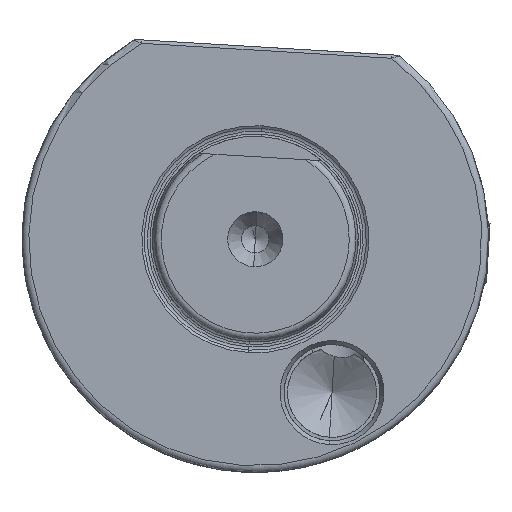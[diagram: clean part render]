
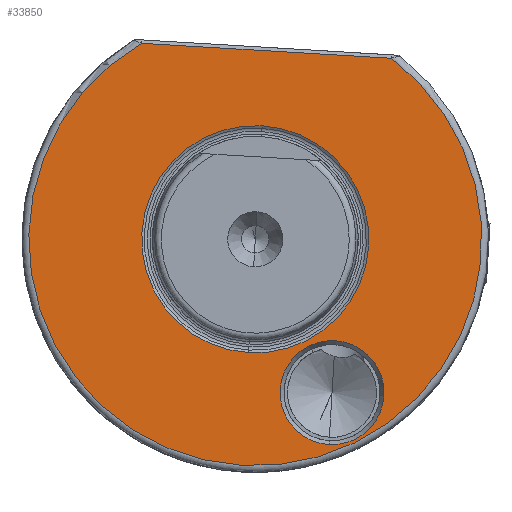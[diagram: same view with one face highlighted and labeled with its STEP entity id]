
A CAD part, front view. The second image highlights one B-rep face of the part: STEP entity #33850.
In plain terms, the highlighted planar face has unit normal (0, -1, 0).
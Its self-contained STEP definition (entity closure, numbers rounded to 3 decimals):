
#38 = CARTESIAN_POINT ( 'NONE',  ( 0., 55., 0. ) ) ;
#1017 = FACE_BOUND ( 'NONE', #14336, .T. ) ;
#1350 = EDGE_CURVE ( 'NONE', #22941, #25115, #1478, .T. ) ;
#1478 = CIRCLE ( 'NONE', #24799, 7.577 ) ;
#2436 = CARTESIAN_POINT ( 'NONE',  ( -12.5, 55., 21.651 ) ) ;
#2606 = EDGE_CURVE ( 'NONE', #10062, #21226, #38529, .T. ) ;
#2884 = FACE_BOUND ( 'NONE', #23774, .T. ) ;
#3059 = DIRECTION ( 'NONE',  ( 0., 0., -1. ) ) ;
#4253 = DIRECTION ( 'NONE',  ( 0., -1., 0. ) ) ;
#4575 = CIRCLE ( 'NONE', #28911, 16.55 ) ;
#5050 = AXIS2_PLACEMENT_3D ( 'NONE', #38, #20814, #3059 ) ;
#5452 = CIRCLE ( 'NONE', #7416, 7.577 ) ;
#5456 = DIRECTION ( 'NONE',  ( 0., 0., -1. ) ) ;
#5717 = VERTEX_POINT ( 'NONE', #32532 ) ;
#6571 = EDGE_CURVE ( 'NONE', #21226, #10062, #4575, .T. ) ;
#7229 = CARTESIAN_POINT ( 'NONE',  ( 0., 55., -16.55 ) ) ;
#7416 = AXIS2_PLACEMENT_3D ( 'NONE', #8423, #29159, #11384 ) ;
#7626 = LINE ( 'NONE', #8125, #23402 ) ;
#7720 = ORIENTED_EDGE ( 'NONE', *, *, #1350, .T. ) ;
#7942 = CIRCLE ( 'NONE', #5050, 33. ) ;
#8125 = CARTESIAN_POINT ( 'NONE',  ( 17.464, 55., -27.5 ) ) ;
#8230 = CARTESIAN_POINT ( 'NONE',  ( 0., 55., 16.55 ) ) ;
#8423 = CARTESIAN_POINT ( 'NONE',  ( -12.5, 55., 21.651 ) ) ;
#9489 = AXIS2_PLACEMENT_3D ( 'NONE', #37562, #34705, #16940 ) ;
#10062 = VERTEX_POINT ( 'NONE', #8230 ) ;
#11090 = DIRECTION ( 'NONE',  ( 1., 0., 0. ) ) ;
#11094 = EDGE_LOOP ( 'NONE', ( #29407, #20853 ) ) ;
#11384 = DIRECTION ( 'NONE',  ( 0., 0., -1. ) ) ;
#11790 = CARTESIAN_POINT ( 'NONE',  ( -12.5, 55., 14.073 ) ) ;
#12218 = EDGE_CURVE ( 'NONE', #25115, #22941, #5452, .T. ) ;
#12572 = DIRECTION ( 'NONE',  ( 0., -1., 0. ) ) ;
#14336 = EDGE_LOOP ( 'NONE', ( #7720, #14427 ) ) ;
#14427 = ORIENTED_EDGE ( 'NONE', *, *, #12218, .T. ) ;
#15270 = ORIENTED_EDGE ( 'NONE', *, *, #6571, .F. ) ;
#16940 = DIRECTION ( 'NONE',  ( 0., 0., -1. ) ) ;
#20814 = DIRECTION ( 'NONE',  ( 0., -1., 0. ) ) ;
#20853 = ORIENTED_EDGE ( 'NONE', *, *, #21417, .T. ) ;
#21226 = VERTEX_POINT ( 'NONE', #7229 ) ;
#21417 = EDGE_CURVE ( 'NONE', #5717, #34469, #7626, .T. ) ;
#22005 = CARTESIAN_POINT ( 'NONE',  ( 0., 55., 0. ) ) ;
#22941 = VERTEX_POINT ( 'NONE', #11790 ) ;
#23030 = CARTESIAN_POINT ( 'NONE',  ( 18.241, 55., -27.5 ) ) ;
#23230 = DIRECTION ( 'NONE',  ( 0., 1., 0. ) ) ;
#23402 = VECTOR ( 'NONE', #11090, 1000. ) ;
#23774 = EDGE_LOOP ( 'NONE', ( #15270, #35377 ) ) ;
#24799 = AXIS2_PLACEMENT_3D ( 'NONE', #2436, #23230, #5456 ) ;
#25003 = DIRECTION ( 'NONE',  ( 0., 0., -1. ) ) ;
#25115 = VERTEX_POINT ( 'NONE', #27857 ) ;
#25915 = EDGE_CURVE ( 'NONE', #34469, #5717, #7942, .T. ) ;
#27857 = CARTESIAN_POINT ( 'NONE',  ( -12.5, 55., 29.228 ) ) ;
#28806 = PLANE ( 'NONE',  #9489 ) ;
#28911 = AXIS2_PLACEMENT_3D ( 'NONE', #30319, #12572, #33279 ) ;
#29159 = DIRECTION ( 'NONE',  ( 0., 1., 0. ) ) ;
#29407 = ORIENTED_EDGE ( 'NONE', *, *, #25915, .T. ) ;
#30319 = CARTESIAN_POINT ( 'NONE',  ( 0., 55., 0. ) ) ;
#31665 = FACE_OUTER_BOUND ( 'NONE', #11094, .T. ) ;
#31767 = AXIS2_PLACEMENT_3D ( 'NONE', #22005, #4253, #25003 ) ;
#32532 = CARTESIAN_POINT ( 'NONE',  ( -18.239, 55., -27.502 ) ) ;
#33279 = DIRECTION ( 'NONE',  ( 0., 0., -1. ) ) ;
#33850 = ADVANCED_FACE ( 'NONE', ( #2884, #31665, #1017 ), #28806, .T. ) ;
#34469 = VERTEX_POINT ( 'NONE', #23030 ) ;
#34705 = DIRECTION ( 'NONE',  ( 0., -1., 0. ) ) ;
#35377 = ORIENTED_EDGE ( 'NONE', *, *, #2606, .F. ) ;
#37562 = CARTESIAN_POINT ( 'NONE',  ( 16.55, 55., 0. ) ) ;
#38529 = CIRCLE ( 'NONE', #31767, 16.55 ) ;
